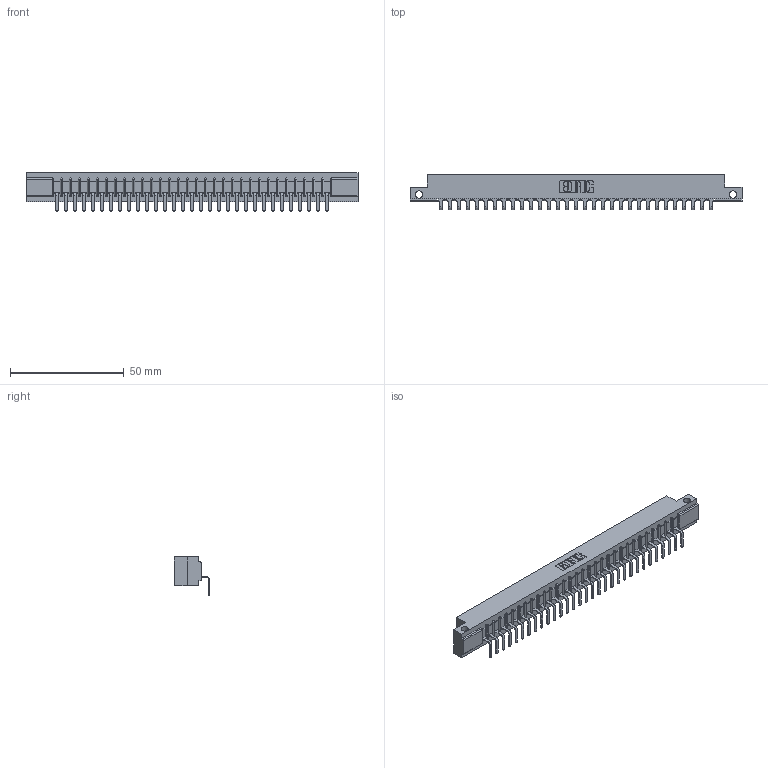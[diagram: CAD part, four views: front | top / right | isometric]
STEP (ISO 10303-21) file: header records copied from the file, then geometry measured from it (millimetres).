
FILE_DESCRIPTION (( 'STEP AP203' ), '1' );
FILE_NAME ('307-031-559-112.STEP', '2019-09-05T16:33:48', ( '' ), ( '' ), 'SwSTEP 2.0', 'SolidWorks 2016', '' );
FILE_SCHEMA (( 'CONFIG_CONTROL_DESIGN' ));
Length unit declared in the file: inch
Products named in the file (3): 307-031-559-112; 307-290-001_558 559 - 1 (Single); 307 Part_.128 Dia Side Mounting Holes
Assembly tree (32 placements, depth 2):
  307-031-559-112
    307 Part_.128 Dia Side Mounting Holes
    307-290-001_558 559 - 1 (Single)  x31
Bounding box: 145.85 x 15.46 x 16.8 mm (x, y, z)
Volume: 14973.7 mm3; surface area: 15913.6 mm2
Topology: 32 solids, 32 shells, 2010 faces, 5717 edges, 3682 vertices
Faces by surface type: plane 1279, cylinder 667, sphere 64
Entity records: 28038 total; most frequent: CARTESIAN_POINT 4720, ORIENTED_EDGE 4706, DIRECTION 4597, EDGE_CURVE 2353, VECTOR 1799, LINE 1799, VERTEX_POINT 1522, AXIS2_PLACEMENT_3D 1399
